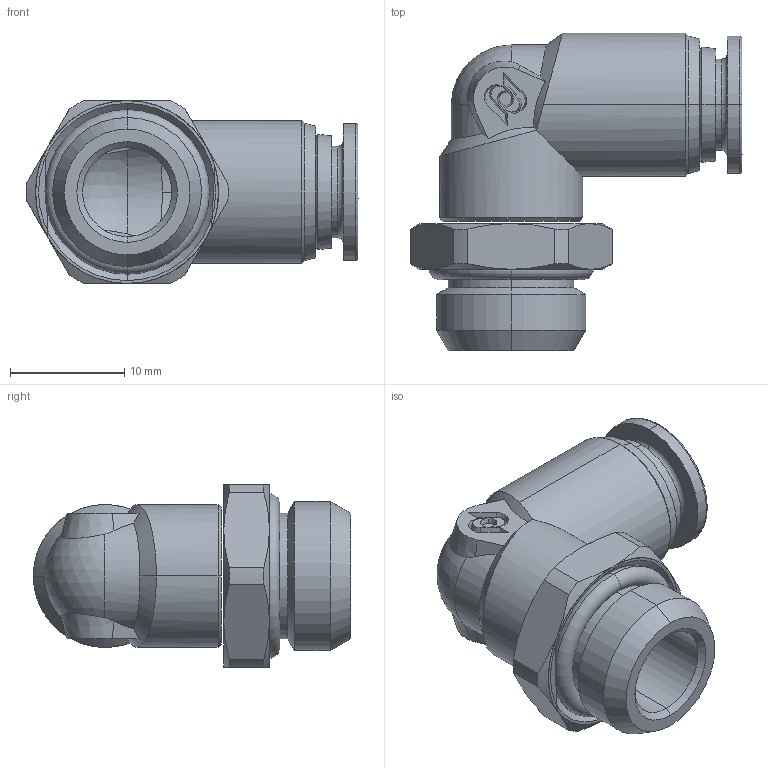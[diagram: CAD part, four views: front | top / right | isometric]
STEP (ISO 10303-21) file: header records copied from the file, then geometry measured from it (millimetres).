
FILE_DESCRIPTION (( 'STEP AP214' ), '1' );
FILE_NAME ('5911600009A.STEP', '2016-05-13T07:00:36', ( '' ), ( '' ), 'SwSTEP 2.0', 'SolidWorks 2016', '' );
FILE_SCHEMA (( 'AUTOMOTIVE_DESIGN' ));
Length unit declared in the file: millimetre
Products named in the file (1): 5911600009A
Bounding box: 29.05 x 27.75 x 16 mm (x, y, z)
Surface area: 2907.3 mm2 (no closed solid volume)
Topology: 0 solids, 6 shells, 177 faces, 455 edges, 291 vertices
Faces by surface type: plane 54, cone 46, cylinder 34, bspline 32, torus 10, sphere 1
Entity records: 8992 total; most frequent: CARTESIAN_POINT 2988, ORIENTED_EDGE 862, DIRECTION 759, EDGE_CURVE 455, AXIS2_PLACEMENT_3D 294, VERTEX_POINT 291, EDGE_LOOP 197, UNCERTAINTY_MEASURE_WITH_UNIT 179
